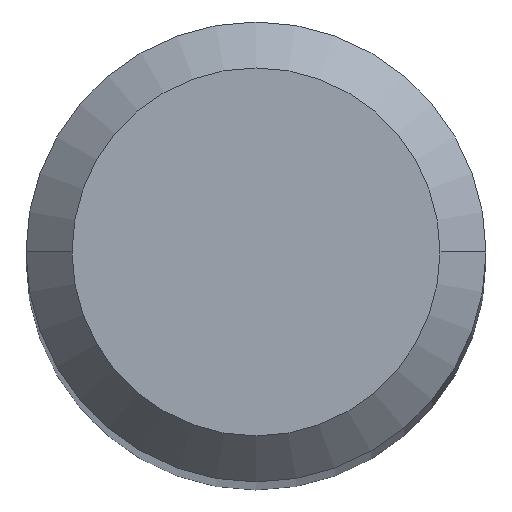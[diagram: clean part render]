
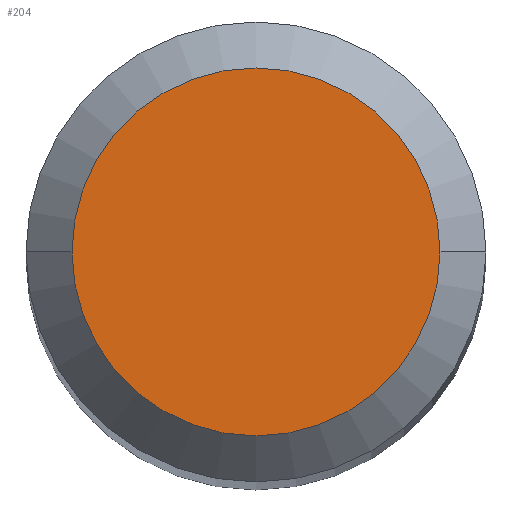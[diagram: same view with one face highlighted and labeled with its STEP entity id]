
A CAD part, top view. The second image highlights one B-rep face of the part: STEP entity #204.
In plain terms, the highlighted planar face has unit normal (0, 0, 1).
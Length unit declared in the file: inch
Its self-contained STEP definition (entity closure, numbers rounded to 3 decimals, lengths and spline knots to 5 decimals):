
#44 = DIRECTION ( 'NONE',  ( 1., 0., 0. ) ) ;
#58 = EDGE_LOOP ( 'NONE', ( #443, #177 ) ) ;
#68 = CIRCLE ( 'NONE', #83, 0.04724 ) ;
#82 = DIRECTION ( 'NONE',  ( 0., 0., 1. ) ) ;
#83 = AXIS2_PLACEMENT_3D ( 'NONE', #238, #82, #44 ) ;
#87 = DIRECTION ( 'NONE',  ( -1., 0., 0. ) ) ;
#100 = VERTEX_POINT ( 'NONE', #418 ) ;
#177 = ORIENTED_EDGE ( 'NONE', *, *, #225, .T. ) ;
#188 = CIRCLE ( 'NONE', #229, 0.04724 ) ;
#199 = FACE_OUTER_BOUND ( 'NONE', #58, .T. ) ;
#204 = ADVANCED_FACE ( 'NONE', ( #199 ), #359, .F. ) ;
#210 = AXIS2_PLACEMENT_3D ( 'NONE', #242, #394, #87 ) ;
#212 = DIRECTION ( 'NONE',  ( 0., 0., 1. ) ) ;
#225 = EDGE_CURVE ( 'NONE', #255, #100, #68, .T. ) ;
#229 = AXIS2_PLACEMENT_3D ( 'NONE', #401, #212, #474 ) ;
#238 = CARTESIAN_POINT ( 'NONE',  ( 0., 0., 0. ) ) ;
#242 = CARTESIAN_POINT ( 'NONE',  ( 0., 0., 0. ) ) ;
#255 = VERTEX_POINT ( 'NONE', #312 ) ;
#312 = CARTESIAN_POINT ( 'NONE',  ( 0.04724, 0., 0. ) ) ;
#359 = PLANE ( 'NONE',  #210 ) ;
#383 = EDGE_CURVE ( 'NONE', #100, #255, #188, .T. ) ;
#394 = DIRECTION ( 'NONE',  ( 0., 0., -1. ) ) ;
#401 = CARTESIAN_POINT ( 'NONE',  ( 0., 0., 0. ) ) ;
#418 = CARTESIAN_POINT ( 'NONE',  ( -0.04724, 0., 0. ) ) ;
#443 = ORIENTED_EDGE ( 'NONE', *, *, #383, .T. ) ;
#474 = DIRECTION ( 'NONE',  ( 1., 0., 0. ) ) ;
